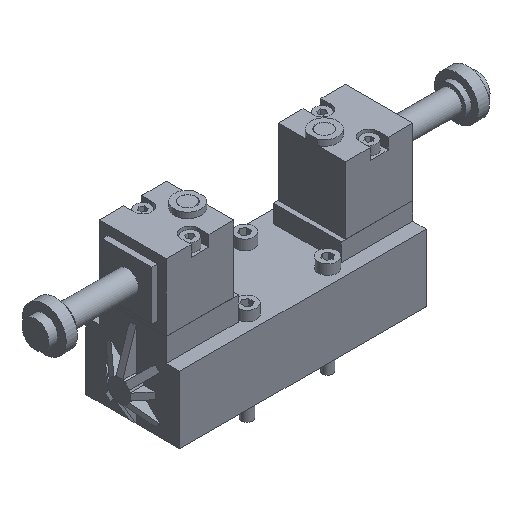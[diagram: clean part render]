
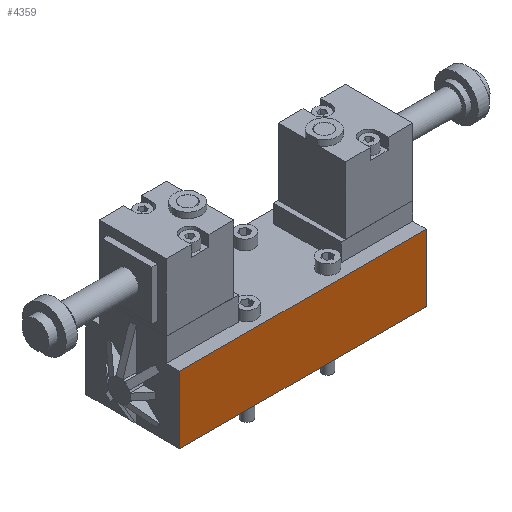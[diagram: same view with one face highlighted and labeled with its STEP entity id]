
A CAD part, isometric view. The second image highlights one B-rep face of the part: STEP entity #4359.
In plain terms, the highlighted planar face has unit normal (0, -1, 0).
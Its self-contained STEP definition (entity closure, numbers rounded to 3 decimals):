
#77=LINE('',#5723,#432);
#84=LINE('',#5737,#439);
#85=LINE('',#5740,#440);
#86=LINE('',#5741,#441);
#432=VECTOR('',#4833,1000.);
#439=VECTOR('',#4844,1000.);
#440=VECTOR('',#4845,1000.);
#441=VECTOR('',#4846,1000.);
#799=ORIENTED_EDGE('',*,*,#1664,.T.);
#800=ORIENTED_EDGE('',*,*,#1665,.F.);
#801=ORIENTED_EDGE('',*,*,#1657,.F.);
#802=ORIENTED_EDGE('',*,*,#1666,.T.);
#1657=EDGE_CURVE('',#2090,#2091,#77,.T.);
#1664=EDGE_CURVE('',#2096,#2097,#84,.T.);
#1665=EDGE_CURVE('',#2091,#2097,#85,.T.);
#1666=EDGE_CURVE('',#2090,#2096,#86,.T.);
#2090=VERTEX_POINT('',#5722);
#2091=VERTEX_POINT('',#5724);
#2096=VERTEX_POINT('',#5738);
#2097=VERTEX_POINT('',#5739);
#2466=EDGE_LOOP('',(#799,#800,#801,#802));
#2697=FACE_BOUND('',#2466,.T.);
#2924=PLANE('',#4558);
#4359=ADVANCED_FACE('',(#2697),#2924,.T.);
#4558=AXIS2_PLACEMENT_3D('',#5736,#4842,#4843);
#4833=DIRECTION('',(-1.,0.,0.));
#4842=DIRECTION('',(0.,-1.,0.));
#4843=DIRECTION('',(0.,0.,-1.));
#4844=DIRECTION('',(-1.,0.,0.));
#4845=DIRECTION('',(0.,0.,1.));
#4846=DIRECTION('',(0.,0.,1.));
#5722=CARTESIAN_POINT('',(55.,-21.,0.));
#5723=CARTESIAN_POINT('',(55.,-21.,0.));
#5724=CARTESIAN_POINT('',(-55.,-21.,0.));
#5736=CARTESIAN_POINT('',(55.,-21.,0.));
#5737=CARTESIAN_POINT('',(55.,-21.,30.));
#5738=CARTESIAN_POINT('',(55.,-21.,30.));
#5739=CARTESIAN_POINT('',(-55.,-21.,30.));
#5740=CARTESIAN_POINT('',(-55.,-21.,0.));
#5741=CARTESIAN_POINT('',(55.,-21.,0.));
